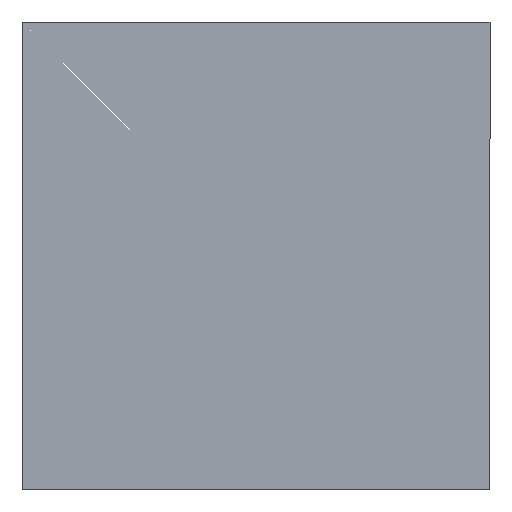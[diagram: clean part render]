
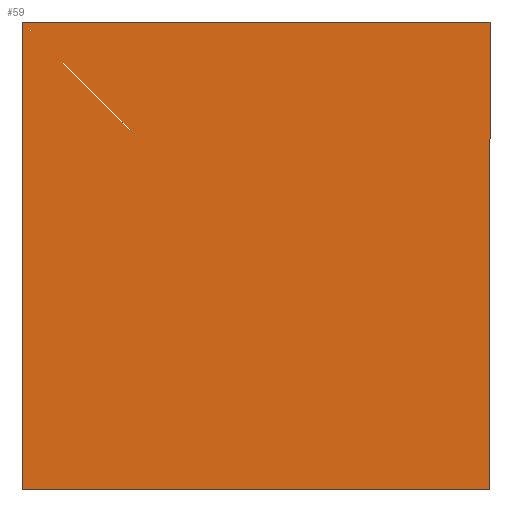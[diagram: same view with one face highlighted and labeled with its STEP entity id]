
A CAD part, front view. The second image highlights one B-rep face of the part: STEP entity #59.
In plain terms, the highlighted planar face has unit normal (0, -1, 0).
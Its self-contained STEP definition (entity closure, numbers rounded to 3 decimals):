
#4 = EDGE_LOOP ( 'NONE', ( #260, #161, #108, #84 ) ) ;
#11 = DIRECTION ( 'NONE',  ( 0., 1., 0. ) ) ;
#15 = CARTESIAN_POINT ( 'NONE',  ( -5., -60., -5. ) ) ;
#31 = VECTOR ( 'NONE', #63, 1000. ) ;
#41 = EDGE_CURVE ( 'NONE', #188, #223, #131, .T. ) ;
#44 = CARTESIAN_POINT ( 'NONE',  ( -5., -60., 5. ) ) ;
#51 = VECTOR ( 'NONE', #120, 1000. ) ;
#59 = ADVANCED_FACE ( 'NONE', ( #180 ), #210, .F. ) ;
#63 = DIRECTION ( 'NONE',  ( 0., 0., 1. ) ) ;
#72 = CARTESIAN_POINT ( 'NONE',  ( -5., -60., -5. ) ) ;
#75 = CARTESIAN_POINT ( 'NONE',  ( 5., -60., 5. ) ) ;
#84 = ORIENTED_EDGE ( 'NONE', *, *, #176, .F. ) ;
#89 = LINE ( 'NONE', #190, #299 ) ;
#93 = EDGE_CURVE ( 'NONE', #223, #294, #89, .T. ) ;
#103 = AXIS2_PLACEMENT_3D ( 'NONE', #138, #11, #229 ) ;
#108 = ORIENTED_EDGE ( 'NONE', *, *, #41, .F. ) ;
#118 = CARTESIAN_POINT ( 'NONE',  ( 5., -60., -5. ) ) ;
#120 = DIRECTION ( 'NONE',  ( 0., 0., -1. ) ) ;
#131 = LINE ( 'NONE', #230, #31 ) ;
#138 = CARTESIAN_POINT ( 'NONE',  ( 0., -60., 0. ) ) ;
#143 = EDGE_CURVE ( 'NONE', #294, #184, #277, .T. ) ;
#161 = ORIENTED_EDGE ( 'NONE', *, *, #93, .F. ) ;
#176 = EDGE_CURVE ( 'NONE', #184, #188, #250, .T. ) ;
#180 = FACE_OUTER_BOUND ( 'NONE', #4, .T. ) ;
#184 = VERTEX_POINT ( 'NONE', #118 ) ;
#188 = VERTEX_POINT ( 'NONE', #72 ) ;
#190 = CARTESIAN_POINT ( 'NONE',  ( -5., -60., 5. ) ) ;
#210 = PLANE ( 'NONE',  #103 ) ;
#223 = VERTEX_POINT ( 'NONE', #44 ) ;
#229 = DIRECTION ( 'NONE',  ( 0., 0., 1. ) ) ;
#230 = CARTESIAN_POINT ( 'NONE',  ( -5., -60., -5. ) ) ;
#236 = DIRECTION ( 'NONE',  ( 1., 0., 0. ) ) ;
#250 = LINE ( 'NONE', #15, #278 ) ;
#260 = ORIENTED_EDGE ( 'NONE', *, *, #143, .F. ) ;
#277 = LINE ( 'NONE', #298, #51 ) ;
#278 = VECTOR ( 'NONE', #280, 1000. ) ;
#280 = DIRECTION ( 'NONE',  ( -1., 0., 0. ) ) ;
#294 = VERTEX_POINT ( 'NONE', #75 ) ;
#298 = CARTESIAN_POINT ( 'NONE',  ( 5., -60., -5. ) ) ;
#299 = VECTOR ( 'NONE', #236, 1000. ) ;
